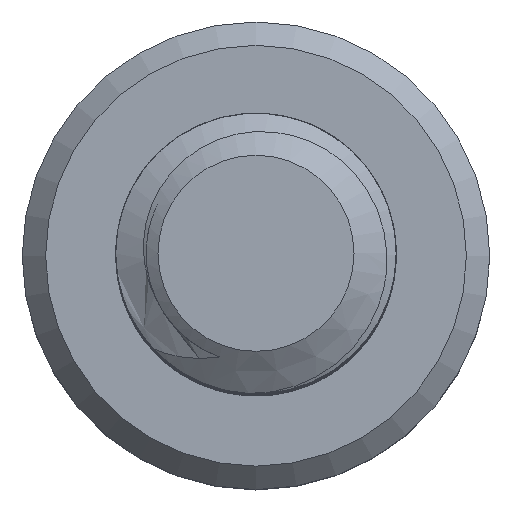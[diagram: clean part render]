
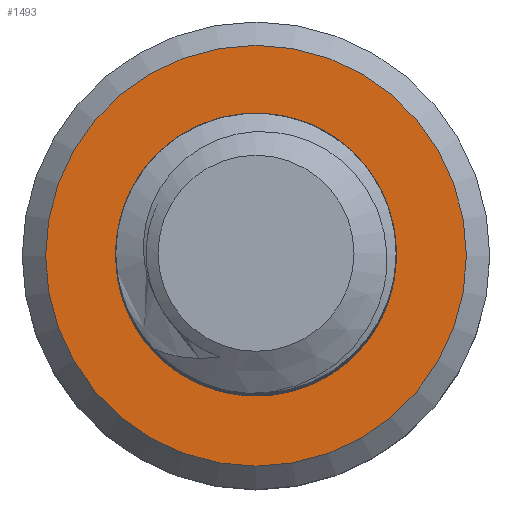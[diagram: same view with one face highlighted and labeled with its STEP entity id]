
A CAD part, top view. The second image highlights one B-rep face of the part: STEP entity #1493.
In plain terms, the highlighted planar face has unit normal (0, 0, 1).
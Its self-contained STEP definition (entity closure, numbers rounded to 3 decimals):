
#16=FACE_BOUND('',#201,.T.);
#19=PLANE('',#1615);
#115=FACE_OUTER_BOUND('',#200,.T.);
#200=EDGE_LOOP('',(#1313,#1314));
#201=EDGE_LOOP('',(#1315,#1316,#1317,#1318));
#214=CIRCLE('',#1527,3.);
#218=CIRCLE('',#1591,4.5);
#219=CIRCLE('',#1592,4.5);
#228=CIRCLE('',#1606,2.35);
#361=B_SPLINE_CURVE_WITH_KNOTS('',3,(#15370,#15371,#15372,#15373,#15374,
#15375,#15376,#15377,#15378,#15379,#15380,#15381,#15382,#15383,#15384,#15385,
#15386,#15387,#15388,#15389,#15390,#15391,#15392,#15393,#15394,#15395,#15396,
#15397,#15398,#15399,#15400,#15401,#15402,#15403,#15404,#15405,#15406,#15407,
#15408,#15409,#15410,#15411,#15412,#15413,#15414,#15415,#15416,#15417,#15418,
#15419,#15420,#15421),.UNSPECIFIED.,.F.,.F.,(4,3,3,3,3,3,3,3,3,3,3,3,3,
3,3,3,3,4),(0.,0.062,0.11,0.154,0.21,
0.226,0.266,0.319,0.334,
0.347,0.454,0.536,0.612,
0.641,0.672,0.688,0.801,
0.821),.UNSPECIFIED.);
#362=B_SPLINE_CURVE_WITH_KNOTS('',3,(#16216,#16217,#16218,#16219,#16220,
#16221,#16222,#16223,#16224,#16225,#16226,#16227,#16228,#16229,#16230,#16231,
#16232,#16233,#16234,#16235,#16236,#16237,#16238,#16239,#16240,#16241,#16242,
#16243,#16244,#16245,#16246,#16247,#16248,#16249,#16250,#16251,#16252,#16253,
#16254,#16255,#16256,#16257,#16258,#16259,#16260,#16261),.UNSPECIFIED.,
 .F.,.F.,(4,3,3,3,3,3,3,3,3,3,3,3,3,3,3,4),(0.,0.064,0.114,
0.164,0.206,0.235,0.305,
0.327,0.426,0.471,0.514,
0.539,0.556,0.64,0.652,
0.783),.UNSPECIFIED.);
#517=VERTEX_POINT('',#1915);
#518=VERTEX_POINT('',#1944);
#641=VERTEX_POINT('',#14345);
#642=VERTEX_POINT('',#14347);
#654=VERTEX_POINT('',#14490);
#655=VERTEX_POINT('',#14519);
#668=EDGE_CURVE('',#517,#518,#214,.T.);
#851=EDGE_CURVE('',#642,#641,#218,.T.);
#852=EDGE_CURVE('',#641,#642,#219,.T.);
#869=EDGE_CURVE('',#655,#654,#228,.T.);
#873=EDGE_CURVE('',#654,#518,#361,.T.);
#874=EDGE_CURVE('',#517,#655,#362,.T.);
#1313=ORIENTED_EDGE('',*,*,#851,.T.);
#1314=ORIENTED_EDGE('',*,*,#852,.T.);
#1315=ORIENTED_EDGE('',*,*,#668,.F.);
#1316=ORIENTED_EDGE('',*,*,#874,.T.);
#1317=ORIENTED_EDGE('',*,*,#869,.T.);
#1318=ORIENTED_EDGE('',*,*,#873,.T.);
#1493=ADVANCED_FACE('',(#115,#16),#19,.F.);
#1527=AXIS2_PLACEMENT_3D('',#1945,#1633,#1634);
#1591=AXIS2_PLACEMENT_3D('',#14348,#1821,#1822);
#1592=AXIS2_PLACEMENT_3D('',#14349,#1823,#1824);
#1606=AXIS2_PLACEMENT_3D('',#14520,#1854,#1855);
#1615=AXIS2_PLACEMENT_3D('',#16273,#1872,#1873);
#1633=DIRECTION('center_axis',(0.,0.,1.));
#1634=DIRECTION('ref_axis',(1.,0.,0.));
#1821=DIRECTION('center_axis',(0.,0.,1.));
#1822=DIRECTION('ref_axis',(-1.,0.,0.));
#1823=DIRECTION('center_axis',(0.,0.,1.));
#1824=DIRECTION('ref_axis',(-1.,0.,0.));
#1854=DIRECTION('center_axis',(0.,0.,-1.));
#1855=DIRECTION('ref_axis',(1.,0.,0.));
#1872=DIRECTION('center_axis',(0.,0.,-1.));
#1873=DIRECTION('ref_axis',(-1.,0.,0.));
#1915=CARTESIAN_POINT('',(0.,3.,-30.));
#1944=CARTESIAN_POINT('',(-2.102,2.141,-30.));
#1945=CARTESIAN_POINT('Origin',(0.,0.,-30.));
#14345=CARTESIAN_POINT('',(4.5,0.,-30.));
#14347=CARTESIAN_POINT('',(-4.5,0.,-30.));
#14348=CARTESIAN_POINT('Origin',(0.,0.,-30.));
#14349=CARTESIAN_POINT('Origin',(0.,0.,-30.));
#14490=CARTESIAN_POINT('',(0.,-2.35,-30.));
#14519=CARTESIAN_POINT('',(1.647,-1.677,-30.));
#14520=CARTESIAN_POINT('Origin',(0.,0.,-30.));
#15370=CARTESIAN_POINT('Ctrl Pts',(0.,-2.35,
-30.));
#15371=CARTESIAN_POINT('Ctrl Pts',(-0.207,-2.372,
-30.));
#15372=CARTESIAN_POINT('Ctrl Pts',(-0.416,-2.368,
-30.));
#15373=CARTESIAN_POINT('Ctrl Pts',(-0.622,-2.338,
-30.));
#15374=CARTESIAN_POINT('Ctrl Pts',(-0.779,-2.315,
-30.));
#15375=CARTESIAN_POINT('Ctrl Pts',(-0.934,-2.277,
-30.));
#15376=CARTESIAN_POINT('Ctrl Pts',(-1.083,-2.225,
-30.));
#15377=CARTESIAN_POINT('Ctrl Pts',(-1.221,-2.176,
-30.));
#15378=CARTESIAN_POINT('Ctrl Pts',(-1.355,-2.116,
-30.));
#15379=CARTESIAN_POINT('Ctrl Pts',(-1.482,-2.044,
-30.));
#15380=CARTESIAN_POINT('Ctrl Pts',(-1.644,-1.952,-30.));
#15381=CARTESIAN_POINT('Ctrl Pts',(-1.796,-1.842,
-30.));
#15382=CARTESIAN_POINT('Ctrl Pts',(-1.935,-1.716,
-30.));
#15383=CARTESIAN_POINT('Ctrl Pts',(-1.973,-1.681,
-30.));
#15384=CARTESIAN_POINT('Ctrl Pts',(-2.01,-1.645,
-30.));
#15385=CARTESIAN_POINT('Ctrl Pts',(-2.044,-1.609,
-30.));
#15386=CARTESIAN_POINT('Ctrl Pts',(-2.137,-1.514,
-30.));
#15387=CARTESIAN_POINT('Ctrl Pts',(-2.216,-1.417,
-30.));
#15388=CARTESIAN_POINT('Ctrl Pts',(-2.286,-1.32,
-30.));
#15389=CARTESIAN_POINT('Ctrl Pts',(-2.375,-1.194,-30.));
#15390=CARTESIAN_POINT('Ctrl Pts',(-2.447,-1.07,
-30.));
#15391=CARTESIAN_POINT('Ctrl Pts',(-2.505,-0.955,
-30.));
#15392=CARTESIAN_POINT('Ctrl Pts',(-2.522,-0.921,
-30.));
#15393=CARTESIAN_POINT('Ctrl Pts',(-2.537,-0.889,
-30.));
#15394=CARTESIAN_POINT('Ctrl Pts',(-2.552,-0.857,
-30.));
#15395=CARTESIAN_POINT('Ctrl Pts',(-2.564,-0.83,
-30.));
#15396=CARTESIAN_POINT('Ctrl Pts',(-2.575,-0.803,
-30.));
#15397=CARTESIAN_POINT('Ctrl Pts',(-2.586,-0.777,
-30.));
#15398=CARTESIAN_POINT('Ctrl Pts',(-2.679,-0.554,
-30.));
#15399=CARTESIAN_POINT('Ctrl Pts',(-2.742,-0.321,
-30.));
#15400=CARTESIAN_POINT('Ctrl Pts',(-2.774,-0.082,
-30.));
#15401=CARTESIAN_POINT('Ctrl Pts',(-2.799,0.103,
-30.));
#15402=CARTESIAN_POINT('Ctrl Pts',(-2.805,0.291,-30.));
#15403=CARTESIAN_POINT('Ctrl Pts',(-2.792,0.478,
-30.));
#15404=CARTESIAN_POINT('Ctrl Pts',(-2.78,0.649,-30.));
#15405=CARTESIAN_POINT('Ctrl Pts',(-2.752,0.82,
-30.));
#15406=CARTESIAN_POINT('Ctrl Pts',(-2.708,0.987,
-30.));
#15407=CARTESIAN_POINT('Ctrl Pts',(-2.692,1.05,-30.));
#15408=CARTESIAN_POINT('Ctrl Pts',(-2.673,1.112,-30.));
#15409=CARTESIAN_POINT('Ctrl Pts',(-2.652,1.174,-30.));
#15410=CARTESIAN_POINT('Ctrl Pts',(-2.63,1.24,-30.));
#15411=CARTESIAN_POINT('Ctrl Pts',(-2.606,1.304,-30.));
#15412=CARTESIAN_POINT('Ctrl Pts',(-2.579,1.365,-30.));
#15413=CARTESIAN_POINT('Ctrl Pts',(-2.565,1.399,-30.));
#15414=CARTESIAN_POINT('Ctrl Pts',(-2.551,1.432,-30.));
#15415=CARTESIAN_POINT('Ctrl Pts',(-2.536,1.464,-30.));
#15416=CARTESIAN_POINT('Ctrl Pts',(-2.431,1.686,-30.));
#15417=CARTESIAN_POINT('Ctrl Pts',(-2.306,1.884,-30.));
#15418=CARTESIAN_POINT('Ctrl Pts',(-2.174,2.052,-30.));
#15419=CARTESIAN_POINT('Ctrl Pts',(-2.15,2.083,-30.));
#15420=CARTESIAN_POINT('Ctrl Pts',(-2.126,2.112,-30.));
#15421=CARTESIAN_POINT('Ctrl Pts',(-2.102,2.141,-30.));
#16216=CARTESIAN_POINT('Ctrl Pts',(0.,3.,
-30.));
#16217=CARTESIAN_POINT('Ctrl Pts',(0.212,2.982,-30.));
#16218=CARTESIAN_POINT('Ctrl Pts',(0.422,2.941,-30.));
#16219=CARTESIAN_POINT('Ctrl Pts',(0.625,2.877,-30.));
#16220=CARTESIAN_POINT('Ctrl Pts',(0.783,2.826,-30.));
#16221=CARTESIAN_POINT('Ctrl Pts',(0.937,2.762,-30.));
#16222=CARTESIAN_POINT('Ctrl Pts',(1.085,2.685,-30.));
#16223=CARTESIAN_POINT('Ctrl Pts',(1.233,2.607,-30.));
#16224=CARTESIAN_POINT('Ctrl Pts',(1.374,2.517,-30.));
#16225=CARTESIAN_POINT('Ctrl Pts',(1.506,2.414,-30.));
#16226=CARTESIAN_POINT('Ctrl Pts',(1.618,2.328,-30.));
#16227=CARTESIAN_POINT('Ctrl Pts',(1.722,2.234,-30.));
#16228=CARTESIAN_POINT('Ctrl Pts',(1.82,2.132,-30.));
#16229=CARTESIAN_POINT('Ctrl Pts',(1.885,2.064,-30.));
#16230=CARTESIAN_POINT('Ctrl Pts',(1.948,1.991,-30.));
#16231=CARTESIAN_POINT('Ctrl Pts',(2.005,1.918,-30.));
#16232=CARTESIAN_POINT('Ctrl Pts',(2.147,1.736,-30.));
#16233=CARTESIAN_POINT('Ctrl Pts',(2.261,1.545,-30.));
#16234=CARTESIAN_POINT('Ctrl Pts',(2.348,1.356,-30.));
#16235=CARTESIAN_POINT('Ctrl Pts',(2.375,1.297,-30.));
#16236=CARTESIAN_POINT('Ctrl Pts',(2.399,1.238,-30.));
#16237=CARTESIAN_POINT('Ctrl Pts',(2.421,1.18,-30.));
#16238=CARTESIAN_POINT('Ctrl Pts',(2.52,0.916,-30.));
#16239=CARTESIAN_POINT('Ctrl Pts',(2.574,0.637,-30.));
#16240=CARTESIAN_POINT('Ctrl Pts',(2.582,0.356,-30.));
#16241=CARTESIAN_POINT('Ctrl Pts',(2.586,0.224,-30.));
#16242=CARTESIAN_POINT('Ctrl Pts',(2.579,0.093,
-30.));
#16243=CARTESIAN_POINT('Ctrl Pts',(2.563,-0.037,
-30.));
#16244=CARTESIAN_POINT('Ctrl Pts',(2.547,-0.156,
-30.));
#16245=CARTESIAN_POINT('Ctrl Pts',(2.524,-0.274,-30.));
#16246=CARTESIAN_POINT('Ctrl Pts',(2.492,-0.39,-30.));
#16247=CARTESIAN_POINT('Ctrl Pts',(2.473,-0.46,-30.));
#16248=CARTESIAN_POINT('Ctrl Pts',(2.451,-0.529,-30.));
#16249=CARTESIAN_POINT('Ctrl Pts',(2.426,-0.597,
-30.));
#16250=CARTESIAN_POINT('Ctrl Pts',(2.409,-0.642,
-30.));
#16251=CARTESIAN_POINT('Ctrl Pts',(2.39,-0.688,
-30.));
#16252=CARTESIAN_POINT('Ctrl Pts',(2.372,-0.731,
-30.));
#16253=CARTESIAN_POINT('Ctrl Pts',(2.28,-0.943,
-30.));
#16254=CARTESIAN_POINT('Ctrl Pts',(2.176,-1.103,-30.));
#16255=CARTESIAN_POINT('Ctrl Pts',(2.098,-1.211,-30.));
#16256=CARTESIAN_POINT('Ctrl Pts',(2.087,-1.227,-30.));
#16257=CARTESIAN_POINT('Ctrl Pts',(2.076,-1.242,-30.));
#16258=CARTESIAN_POINT('Ctrl Pts',(2.065,-1.257,-30.));
#16259=CARTESIAN_POINT('Ctrl Pts',(1.944,-1.414,-30.));
#16260=CARTESIAN_POINT('Ctrl Pts',(1.804,-1.556,-30.));
#16261=CARTESIAN_POINT('Ctrl Pts',(1.647,-1.677,-30.));
#16273=CARTESIAN_POINT('Origin',(0.,0.,-30.));
